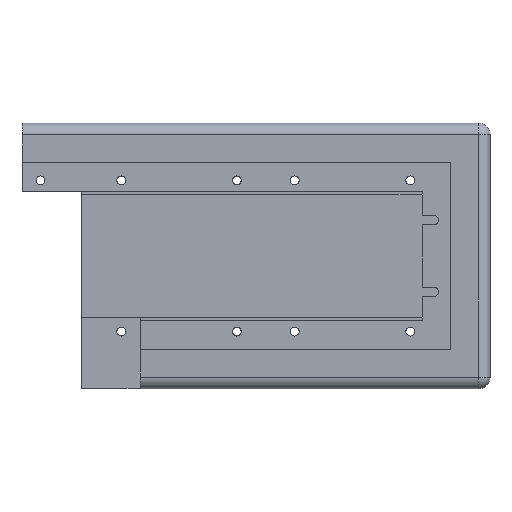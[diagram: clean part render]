
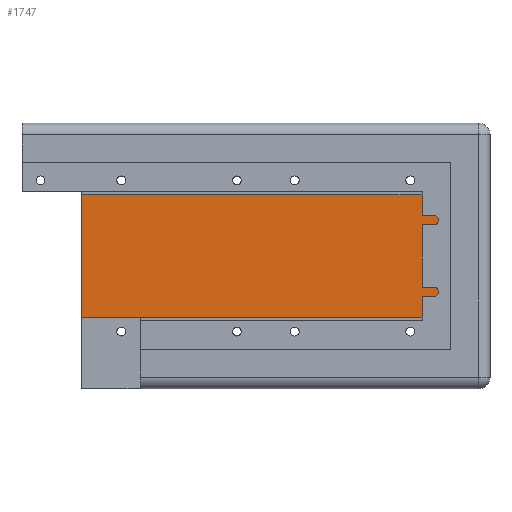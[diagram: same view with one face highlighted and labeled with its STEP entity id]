
A CAD part, top view. The second image highlights one B-rep face of the part: STEP entity #1747.
In plain terms, the highlighted planar face has unit normal (0, 0, 1).
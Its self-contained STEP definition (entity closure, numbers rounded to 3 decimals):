
#104=PLANE('',#1918);
#226=LINE('',#2781,#403);
#250=LINE('',#2839,#427);
#252=LINE('',#2843,#429);
#253=LINE('',#2844,#430);
#403=VECTOR('',#2284,10.);
#427=VECTOR('',#2326,10.);
#429=VECTOR('',#2330,10.);
#430=VECTOR('',#2331,10.);
#572=FACE_OUTER_BOUND('',#685,.T.);
#685=EDGE_LOOP('',(#1522,#1523,#1524,#1525));
#892=VERTEX_POINT('',#2778);
#893=VERTEX_POINT('',#2780);
#918=VERTEX_POINT('',#2838);
#919=VERTEX_POINT('',#2842);
#1103=EDGE_CURVE('',#893,#892,#226,.T.);
#1132=EDGE_CURVE('',#893,#918,#250,.T.);
#1134=EDGE_CURVE('',#892,#919,#252,.T.);
#1135=EDGE_CURVE('',#919,#918,#253,.T.);
#1522=ORIENTED_EDGE('',*,*,#1103,.T.);
#1523=ORIENTED_EDGE('',*,*,#1134,.T.);
#1524=ORIENTED_EDGE('',*,*,#1135,.T.);
#1525=ORIENTED_EDGE('',*,*,#1132,.F.);
#1747=ADVANCED_FACE('',(#572),#104,.F.);
#1918=AXIS2_PLACEMENT_3D('',#2841,#2328,#2329);
#2284=DIRECTION('',(0.,-1.,0.));
#2326=DIRECTION('',(1.,0.,0.));
#2328=DIRECTION('center_axis',(0.,0.,-1.));
#2329=DIRECTION('ref_axis',(-1.,0.,0.));
#2330=DIRECTION('',(1.,0.,0.));
#2331=DIRECTION('',(0.,1.,0.));
#2778=CARTESIAN_POINT('',(0.2,13.7,-12.));
#2780=CARTESIAN_POINT('',(0.2,67.1,-12.));
#2781=CARTESIAN_POINT('',(0.2,26.55,-12.));
#2838=CARTESIAN_POINT('',(176.55,67.1,-12.));
#2839=CARTESIAN_POINT('',(146.65,67.1,-12.));
#2841=CARTESIAN_POINT('Origin',(75.725,40.4,-12.));
#2842=CARTESIAN_POINT('',(176.55,13.7,-12.));
#2843=CARTESIAN_POINT('',(146.65,13.7,-12.));
#2844=CARTESIAN_POINT('',(176.55,54.25,-12.));
